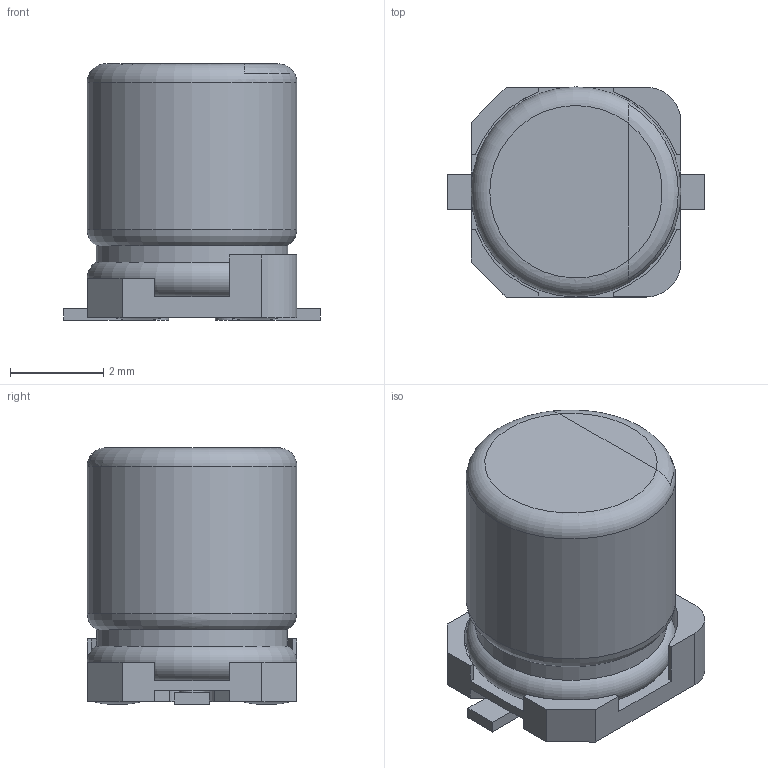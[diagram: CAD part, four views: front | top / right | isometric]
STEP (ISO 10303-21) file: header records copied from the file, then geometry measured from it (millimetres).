
FILE_DESCRIPTION(('STEP AP214'), '1');
FILE_NAME('CAPAE', '2019-03-03T17:30:52', ('Nobody'), (''), 'ASCON STEP Converter 1.3', 'ASCON Math Kernel', '');
FILE_SCHEMA(('AUTOMOTIVE_DESIGN { 1 0 10303 214 3 1 1}'));
Length unit declared in the file: millimetre
Bounding box: 5.5 x 4.5 x 5.5 mm (x, y, z)
Volume: 87.6 mm3; surface area: 168.7 mm2
Topology: 4 solids, 4 shells, 73 faces, 181 edges, 124 vertices
Faces by surface type: plane 49, cylinder 16, torus 8
Full cylindrical faces by diameter (mm): 0.55 x2, 0.85 x2, 4.1 x1, 4.5 x1
Entity records: 2764 total; most frequent: CARTESIAN_POINT 372, DIRECTION 359, ORIENTED_EDGE 320, EDGE_CURVE 160, LINE 121, VECTOR 121, AXIS2_PLACEMENT_3D 119, VERTEX_POINT 114
